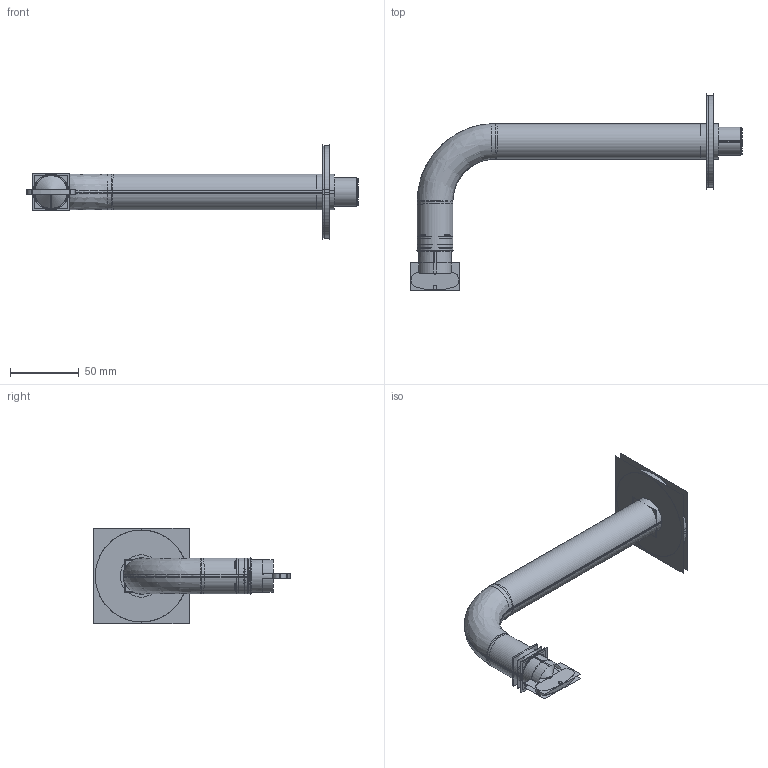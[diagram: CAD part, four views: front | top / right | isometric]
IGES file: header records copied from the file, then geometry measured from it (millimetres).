
Start section:  PTC IGES file: 1219-0129-1-c0_asm.igs
Global section: file name: 1219-0129-1-c0_asm.igs; native system: Pro/ENGINEER by Parametric Technology Corporation; preprocessor: 2009440; author: user110; organization: Unknown; date: 20201124.140257; units: millimetre
Bounding box: 241.73 x 143.55 x 69.7 mm (x, y, z)
Volume: 51867.2 mm3; surface area: 292299.3 mm2
Topology: 8 solids, 12 shells, 526 faces, 2686 edges, 3422 vertices
Faces by surface type: revolution 318, bspline 208
